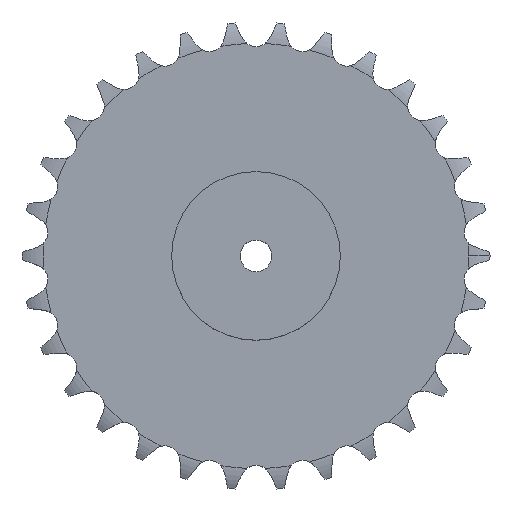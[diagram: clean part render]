
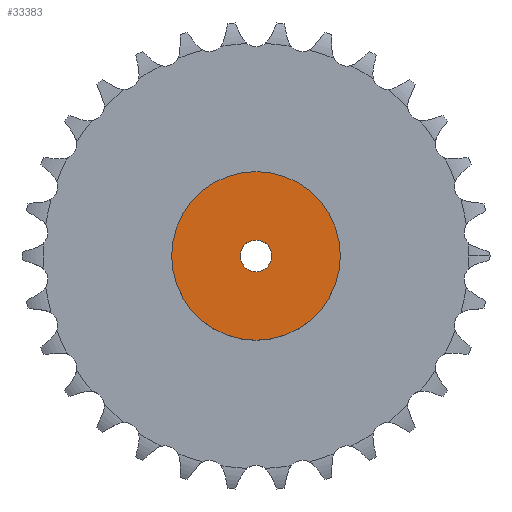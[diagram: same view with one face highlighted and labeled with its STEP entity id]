
A CAD part, top view. The second image highlights one B-rep face of the part: STEP entity #33383.
In plain terms, the highlighted planar face has unit normal (0, 0, 1).
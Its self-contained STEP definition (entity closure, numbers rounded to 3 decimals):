
#3936 = CYLINDRICAL_SURFACE('',#3937,80.);
#3937 = AXIS2_PLACEMENT_3D('',#3938,#3939,#3940);
#3938 = CARTESIAN_POINT('',(0.,0.,0.));
#3939 = DIRECTION('',(-0.,-0.,-1.));
#3940 = DIRECTION('',(1.,0.,0.));
#21160 = VERTEX_POINT('',#21161);
#21161 = CARTESIAN_POINT('',(80.,0.,75.));
#21182 = EDGE_CURVE('',#21160,#21160,#21183,.T.);
#21183 = SURFACE_CURVE('',#21184,(#21189,#21196),.PCURVE_S1.);
#21184 = CIRCLE('',#21185,80.);
#21185 = AXIS2_PLACEMENT_3D('',#21186,#21187,#21188);
#21186 = CARTESIAN_POINT('',(0.,0.,75.));
#21187 = DIRECTION('',(0.,0.,1.));
#21188 = DIRECTION('',(1.,0.,0.));
#21189 = PCURVE('',#3936,#21190);
#21190 = DEFINITIONAL_REPRESENTATION('',(#21191),#21195);
#21191 = LINE('',#21192,#21193);
#21192 = CARTESIAN_POINT('',(-0.,-75.));
#21193 = VECTOR('',#21194,1.);
#21194 = DIRECTION('',(-1.,0.));
#21195 = ( GEOMETRIC_REPRESENTATION_CONTEXT(2) 
PARAMETRIC_REPRESENTATION_CONTEXT() REPRESENTATION_CONTEXT('2D SPACE',''
  ) );
#21196 = PCURVE('',#21197,#21202);
#21197 = PLANE('',#21198);
#21198 = AXIS2_PLACEMENT_3D('',#21199,#21200,#21201);
#21199 = CARTESIAN_POINT('',(0.,0.,75.)
  );
#21200 = DIRECTION('',(0.,0.,1.));
#21201 = DIRECTION('',(1.,0.,0.));
#21202 = DEFINITIONAL_REPRESENTATION('',(#21203),#21207);
#21203 = CIRCLE('',#21204,80.);
#21204 = AXIS2_PLACEMENT_2D('',#21205,#21206);
#21205 = CARTESIAN_POINT('',(0.,0.));
#21206 = DIRECTION('',(1.,0.));
#21207 = ( GEOMETRIC_REPRESENTATION_CONTEXT(2) 
PARAMETRIC_REPRESENTATION_CONTEXT() REPRESENTATION_CONTEXT('2D SPACE',''
  ) );
#28444 = CYLINDRICAL_SURFACE('',#28445,15.);
#28445 = AXIS2_PLACEMENT_3D('',#28446,#28447,#28448);
#28446 = CARTESIAN_POINT('',(0.,0.,670.28));
#28447 = DIRECTION('',(0.,0.,1.));
#28448 = DIRECTION('',(1.,0.,0.));
#33383 = ADVANCED_FACE('',(#33384,#33387),#21197,.T.);
#33384 = FACE_BOUND('',#33385,.T.);
#33385 = EDGE_LOOP('',(#33386));
#33386 = ORIENTED_EDGE('',*,*,#21182,.T.);
#33387 = FACE_BOUND('',#33388,.T.);
#33388 = EDGE_LOOP('',(#33389));
#33389 = ORIENTED_EDGE('',*,*,#33390,.F.);
#33390 = EDGE_CURVE('',#33391,#33391,#33393,.T.);
#33391 = VERTEX_POINT('',#33392);
#33392 = CARTESIAN_POINT('',(15.,0.,75.));
#33393 = SURFACE_CURVE('',#33394,(#33399,#33406),.PCURVE_S1.);
#33394 = CIRCLE('',#33395,15.);
#33395 = AXIS2_PLACEMENT_3D('',#33396,#33397,#33398);
#33396 = CARTESIAN_POINT('',(0.,0.,75.));
#33397 = DIRECTION('',(0.,0.,1.));
#33398 = DIRECTION('',(1.,0.,0.));
#33399 = PCURVE('',#21197,#33400);
#33400 = DEFINITIONAL_REPRESENTATION('',(#33401),#33405);
#33401 = CIRCLE('',#33402,15.);
#33402 = AXIS2_PLACEMENT_2D('',#33403,#33404);
#33403 = CARTESIAN_POINT('',(0.,0.));
#33404 = DIRECTION('',(1.,0.));
#33405 = ( GEOMETRIC_REPRESENTATION_CONTEXT(2) 
PARAMETRIC_REPRESENTATION_CONTEXT() REPRESENTATION_CONTEXT('2D SPACE',''
  ) );
#33406 = PCURVE('',#28444,#33407);
#33407 = DEFINITIONAL_REPRESENTATION('',(#33408),#33412);
#33408 = LINE('',#33409,#33410);
#33409 = CARTESIAN_POINT('',(0.,-595.28));
#33410 = VECTOR('',#33411,1.);
#33411 = DIRECTION('',(1.,0.));
#33412 = ( GEOMETRIC_REPRESENTATION_CONTEXT(2) 
PARAMETRIC_REPRESENTATION_CONTEXT() REPRESENTATION_CONTEXT('2D SPACE',''
  ) );
